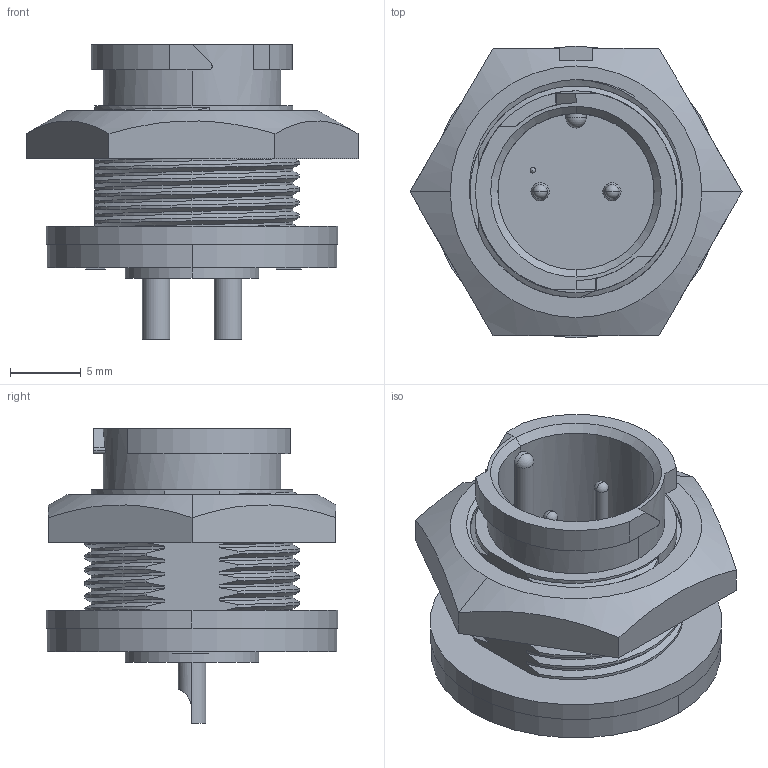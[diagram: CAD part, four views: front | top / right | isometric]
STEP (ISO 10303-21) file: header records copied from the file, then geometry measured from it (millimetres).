
FILE_DESCRIPTION (( 'STEP AP203' ), '1' );
FILE_NAME ('W7282-2PG-P-300.STEP', '2021-10-27T13:58:07', ( '' ), ( '' ), 'SwSTEP 2.0', 'SolidWorks 2020', '' );
FILE_SCHEMA (( 'CONFIG_CONTROL_DESIGN' ));
Length unit declared in the file: millimetre
Products named in the file (1): W7282-2PG-P-300
Bounding box: 23.46 x 20.62 x 20.8 mm (x, y, z)
Volume: 2792.7 mm3; surface area: 2752.4 mm2
Topology: 1 solids, 1 shells, 171 faces, 495 edges, 324 vertices
Faces by surface type: cylinder 71, plane 53, bspline 33, cone 8, sphere 6
Entity records: 12435 total; most frequent: CARTESIAN_POINT 8443, ORIENTED_EDGE 966, DIRECTION 640, EDGE_CURVE 483, VERTEX_POINT 318, AXIS2_PLACEMENT_3D 214, LINE 212, VECTOR 212
